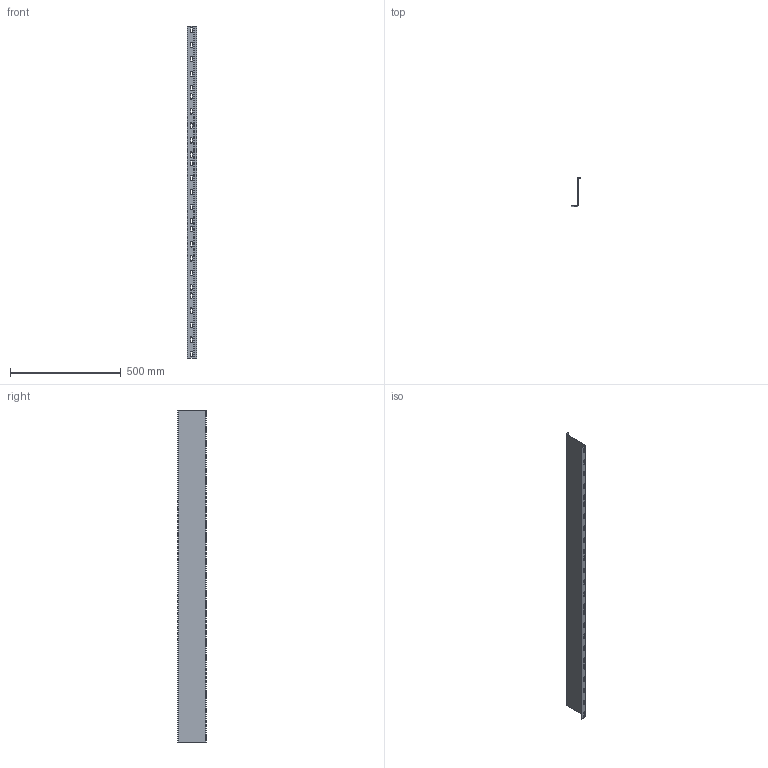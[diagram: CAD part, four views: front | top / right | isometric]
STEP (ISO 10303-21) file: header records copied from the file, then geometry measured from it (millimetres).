
FILE_DESCRIPTION (( 'STEP AP203' ), '1' );
FILE_NAME ('UPH050.STEP', '2015-03-30T12:22:02', ( '' ), ( '' ), 'SwSTEP 2.0', 'SolidWorks 2014', '' );
FILE_SCHEMA (( 'CONFIG_CONTROL_DESIGN' ));
Length unit declared in the file: millimetre
Products named in the file (1): UPH050
Bounding box: 41.87 x 129 x 1500 mm (x, y, z)
Volume: 493244.7 mm3; surface area: 502812.8 mm2
Topology: 1 solids, 1 shells, 147 faces, 419 edges, 274 vertices
Faces by surface type: cylinder 79, plane 68
Entity records: 5000 total; most frequent: DIRECTION 873, CARTESIAN_POINT 841, ORIENTED_EDGE 838, EDGE_CURVE 419, AXIS2_PLACEMENT_3D 306, VERTEX_POINT 274, VECTOR 261, LINE 261
